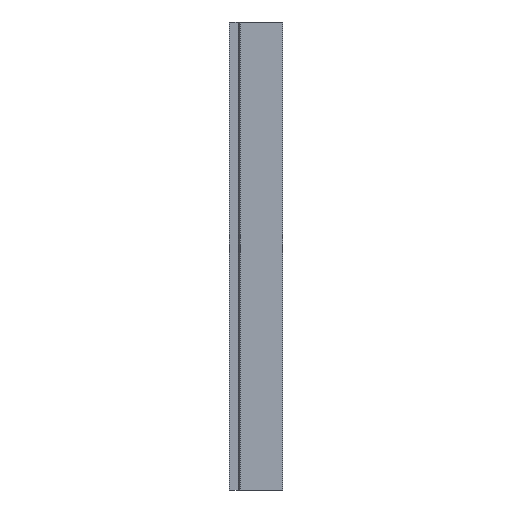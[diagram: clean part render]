
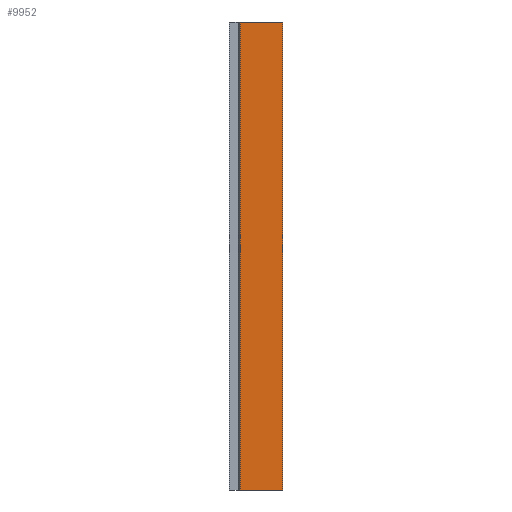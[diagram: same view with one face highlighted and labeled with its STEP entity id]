
A CAD part, left-side view. The second image highlights one B-rep face of the part: STEP entity #9952.
In plain terms, the highlighted planar face has unit normal (-1, 0, 0).
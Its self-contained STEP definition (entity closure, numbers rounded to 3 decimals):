
#44 = CARTESIAN_POINT ( 'NONE',  ( -49., 0., 0. ) ) ;
#233 = VECTOR ( 'NONE', #1320, 1000. ) ;
#307 = DIRECTION ( 'NONE',  ( 0., 0., -1. ) ) ;
#783 = EDGE_CURVE ( 'NONE', #5127, #8025, #2177, .T. ) ;
#990 = EDGE_LOOP ( 'NONE', ( #4152, #6958, #4144, #11169 ) ) ;
#1320 = DIRECTION ( 'NONE',  ( 0., -1., 0. ) ) ;
#1379 = DIRECTION ( 'NONE',  ( 0., -1., 0. ) ) ;
#1982 = LINE ( 'NONE', #8156, #8159 ) ;
#2177 = LINE ( 'NONE', #8407, #3007 ) ;
#2240 = AXIS2_PLACEMENT_3D ( 'NONE', #7009, #2457, #3450 ) ;
#2457 = DIRECTION ( 'NONE',  ( 1., 0., 0. ) ) ;
#2491 = LINE ( 'NONE', #6930, #3392 ) ;
#3007 = VECTOR ( 'NONE', #1379, 1000. ) ;
#3334 = EDGE_CURVE ( 'NONE', #8586, #11165, #9435, .T. ) ;
#3392 = VECTOR ( 'NONE', #3478, 1000. ) ;
#3450 = DIRECTION ( 'NONE',  ( 0., 1., 0. ) ) ;
#3478 = DIRECTION ( 'NONE',  ( 0., 0., -1. ) ) ;
#3521 = CARTESIAN_POINT ( 'NONE',  ( -49., 28.012, 308. ) ) ;
#4070 = EDGE_CURVE ( 'NONE', #11165, #8025, #2491, .T. ) ;
#4144 = ORIENTED_EDGE ( 'NONE', *, *, #3334, .F. ) ;
#4152 = ORIENTED_EDGE ( 'NONE', *, *, #783, .T. ) ;
#5127 = VERTEX_POINT ( 'NONE', #11335 ) ;
#6192 = CARTESIAN_POINT ( 'NONE',  ( -49., 0., 308. ) ) ;
#6930 = CARTESIAN_POINT ( 'NONE',  ( -49., 0., 308. ) ) ;
#6958 = ORIENTED_EDGE ( 'NONE', *, *, #4070, .F. ) ;
#7009 = CARTESIAN_POINT ( 'NONE',  ( -49., 28.012, 308. ) ) ;
#8025 = VERTEX_POINT ( 'NONE', #44 ) ;
#8156 = CARTESIAN_POINT ( 'NONE',  ( -49., 28.012, 308. ) ) ;
#8159 = VECTOR ( 'NONE', #307, 1000. ) ;
#8407 = CARTESIAN_POINT ( 'NONE',  ( -49., 28.012, 0. ) ) ;
#8586 = VERTEX_POINT ( 'NONE', #3521 ) ;
#8791 = FACE_OUTER_BOUND ( 'NONE', #990, .T. ) ;
#9301 = EDGE_CURVE ( 'NONE', #8586, #5127, #1982, .T. ) ;
#9435 = LINE ( 'NONE', #10245, #233 ) ;
#9952 = ADVANCED_FACE ( 'NONE', ( #8791 ), #11280, .F. ) ;
#10245 = CARTESIAN_POINT ( 'NONE',  ( -49., 28.012, 308. ) ) ;
#11165 = VERTEX_POINT ( 'NONE', #6192 ) ;
#11169 = ORIENTED_EDGE ( 'NONE', *, *, #9301, .T. ) ;
#11280 = PLANE ( 'NONE',  #2240 ) ;
#11335 = CARTESIAN_POINT ( 'NONE',  ( -49., 28.012, 0. ) ) ;
